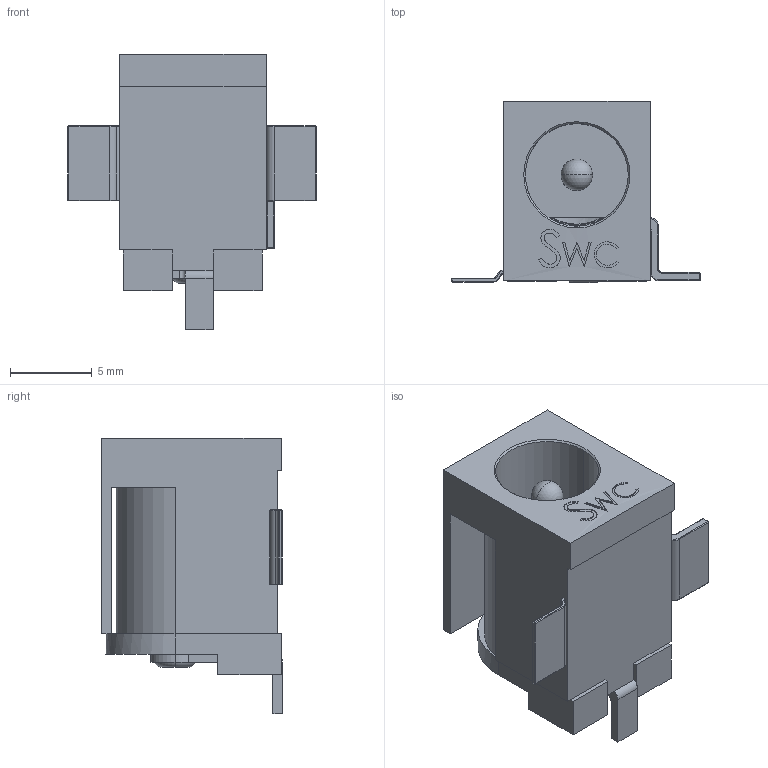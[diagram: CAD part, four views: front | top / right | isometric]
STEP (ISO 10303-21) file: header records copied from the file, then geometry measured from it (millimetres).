
FILE_DESCRIPTION (( 'STEP AP214' ), '1' );
FILE_NAME ('C3E19BE3-AEF1-44C4-8C90-FA7D5797608B.STEP', '2009-02-23T10:00:36', ( 'sysAdmin' ), ( 'SolidWorks' ), 'SwSTEP 2.0', 'SolidWorks 2009', '' );
FILE_SCHEMA (( 'AUTOMOTIVE_DESIGN' ));
Length unit declared in the file: millimetre
Products named in the file (3): SW3dPS-RASM722_RASM722_Gehaeuse; SW3dPS-RASM722_RASM722_Federkontakt; C3E19BE3-AEF1-44C4-8C90-FA7D5797608B
Assembly tree (2 placements, depth 2):
  C3E19BE3-AEF1-44C4-8C90-FA7D5797608B
    SW3dPS-RASM722_RASM722_Gehaeuse
    SW3dPS-RASM722_RASM722_Federkontakt
Bounding box: 15.2 x 11.08 x 16.9 mm (x, y, z)
Volume: 907.8 mm3; surface area: 1503.6 mm2
Topology: 3 solids, 3 shells, 210 faces, 521 edges, 302 vertices
Faces by surface type: plane 83, cylinder 58, bspline 27, torus 22, sphere 18, cone 2
Entity records: 8585 total; most frequent: CARTESIAN_POINT 2662, ORIENTED_EDGE 1002, DIRECTION 965, EDGE_CURVE 501, AXIS2_PLACEMENT_3D 345, VERTEX_POINT 300, LINE 275, VECTOR 275
